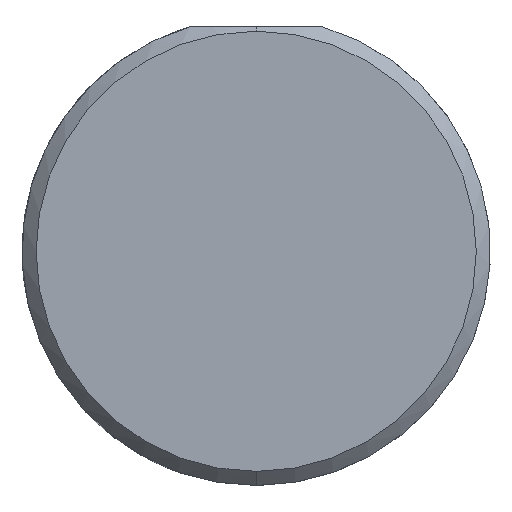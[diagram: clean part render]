
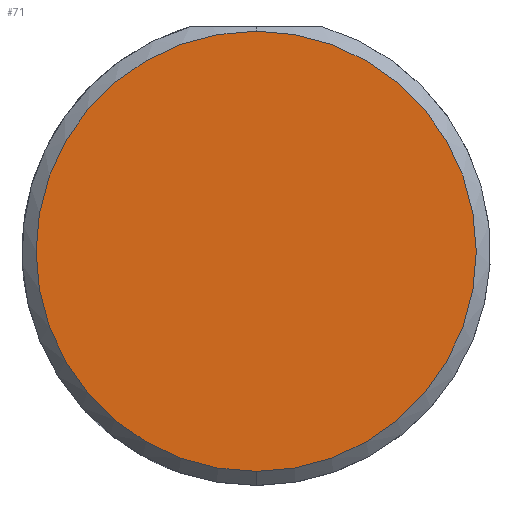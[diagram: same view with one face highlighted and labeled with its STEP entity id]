
A CAD part, left-side view. The second image highlights one B-rep face of the part: STEP entity #71.
In plain terms, the highlighted planar face has unit normal (-1, 0, 0).
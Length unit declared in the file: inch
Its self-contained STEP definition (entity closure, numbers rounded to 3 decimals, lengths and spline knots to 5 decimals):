
#11 = DIRECTION ( 'NONE',  ( 0., 0., -1. ) ) ;
#22 = FACE_OUTER_BOUND ( 'NONE', #607, .T. ) ;
#54 = DIRECTION ( 'NONE',  ( 0., 0., 1. ) ) ;
#68 = ORIENTED_EDGE ( 'NONE', *, *, #187, .T. ) ;
#71 = ADVANCED_FACE ( 'NONE', ( #22 ), #132, .F. ) ;
#92 = CARTESIAN_POINT ( 'NONE',  ( 0., 0., 0.23485 ) ) ;
#132 = PLANE ( 'NONE',  #304 ) ;
#138 = CIRCLE ( 'NONE', #676, 0.23485 ) ;
#187 = EDGE_CURVE ( 'NONE', #527, #594, #698, .T. ) ;
#304 = AXIS2_PLACEMENT_3D ( 'NONE', #537, #493, #11 ) ;
#313 = CARTESIAN_POINT ( 'NONE',  ( 0., 0., 0. ) ) ;
#349 = AXIS2_PLACEMENT_3D ( 'NONE', #313, #721, #666 ) ;
#395 = CARTESIAN_POINT ( 'NONE',  ( 0., 0., 0. ) ) ;
#418 = ORIENTED_EDGE ( 'NONE', *, *, #470, .T. ) ;
#454 = DIRECTION ( 'NONE',  ( -1., 0., 0. ) ) ;
#470 = EDGE_CURVE ( 'NONE', #594, #527, #138, .T. ) ;
#493 = DIRECTION ( 'NONE',  ( 1., 0., 0. ) ) ;
#527 = VERTEX_POINT ( 'NONE', #546 ) ;
#537 = CARTESIAN_POINT ( 'NONE',  ( 0., 0., 0. ) ) ;
#546 = CARTESIAN_POINT ( 'NONE',  ( 0., 0., -0.23485 ) ) ;
#594 = VERTEX_POINT ( 'NONE', #92 ) ;
#607 = EDGE_LOOP ( 'NONE', ( #68, #418 ) ) ;
#666 = DIRECTION ( 'NONE',  ( 0., 0., 1. ) ) ;
#676 = AXIS2_PLACEMENT_3D ( 'NONE', #395, #454, #54 ) ;
#698 = CIRCLE ( 'NONE', #349, 0.23485 ) ;
#721 = DIRECTION ( 'NONE',  ( -1., 0., 0. ) ) ;
